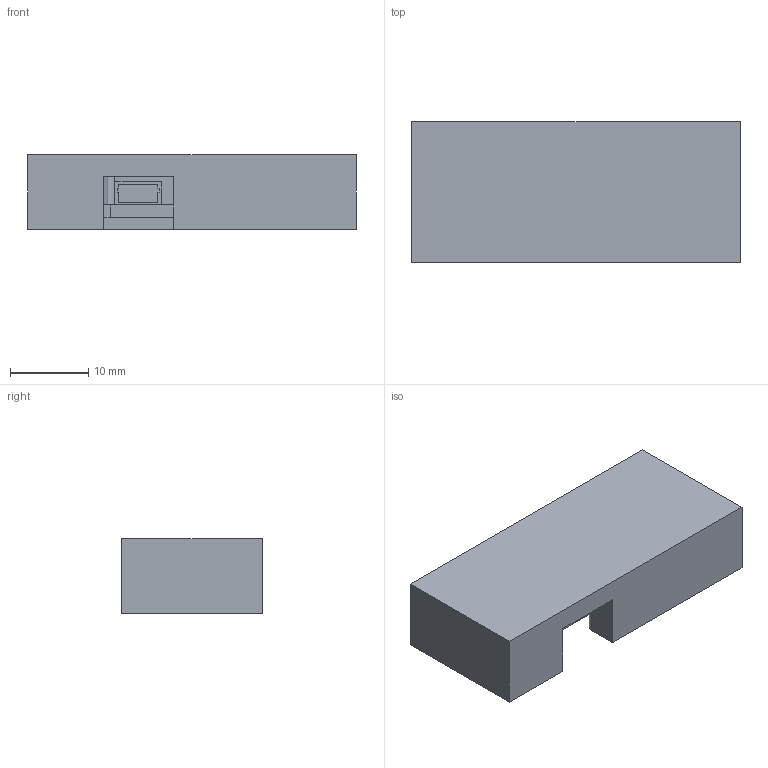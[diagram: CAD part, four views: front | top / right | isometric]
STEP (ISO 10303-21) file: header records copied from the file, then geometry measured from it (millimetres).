
FILE_DESCRIPTION(/* description */ (''),/* implementation_level */ '2;1');
FILE_NAME(/* name */ 'Muon Example Implementation.step',/* time_stamp */ '2025-12-27T04:12:11+09:00',/* author */ (''),/* organization */ (''),/* preprocessor_version */ 'ST-DEVELOPER v20.1',/* originating_system */ 'Autodesk Translation Framework v14.21.0.0',/* authorisation */ '');
FILE_SCHEMA (('AUTOMOTIVE_DESIGN { 1 0 10303 214 3 1 1 }'));
Length unit declared in the file: millimetre
Products named in the file (9): Muon Example Implementation; Muon-Step-Simplified; muon 1; D_SOD-523; Fuse_0805_2012Metric; USON-10_2.5x1.0mm_P0.5mm; kicad_embedded_212A95117681C903C141F67D1C4FB8A6; JST-SR-4; R_0603_1608Metric
Assembly tree (9 placements, depth 4):
  Muon Example Implementation
    Muon-Step-Simplified
      muon 1
        D_SOD-523
        R_0603_1608Metric  x2
        Fuse_0805_2012Metric
        USON-10_2.5x1.0mm_P0.5mm
        kicad_embedded_212A95117681C903C141F67D1C4FB8A6
        JST-SR-4
Bounding box: 42 x 17.95 x 9.5 mm (x, y, z)
Volume: 5393.2 mm3; surface area: 4536.5 mm2
Topology: 25 solids, 25 shells, 528 faces, 1363 edges, 894 vertices
Faces by surface type: plane 395, cylinder 123, cone 6, bspline 4
Full cylindrical faces by diameter (mm): 0.2 x1, 0.5 x2, 2.5 x2, 3.2 x2
Entity records: 15686 total; most frequent: CARTESIAN_POINT 2718, ORIENTED_EDGE 2590, DIRECTION 2566, EDGE_CURVE 1295, LINE 1042, VECTOR 1042, VERTEX_POINT 850, AXIS2_PLACEMENT_3D 762
